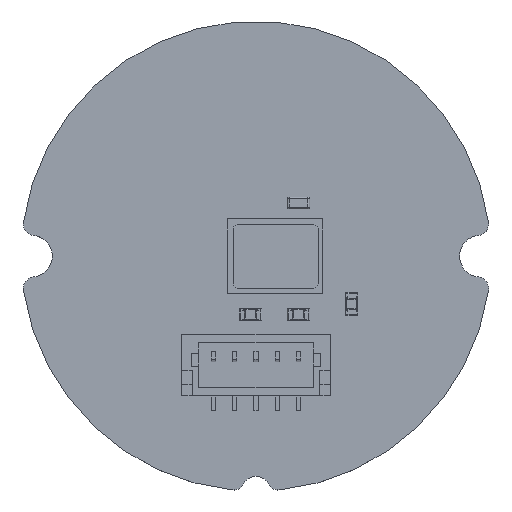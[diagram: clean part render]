
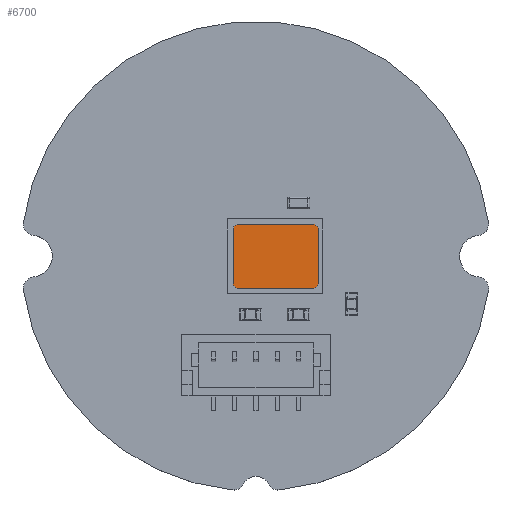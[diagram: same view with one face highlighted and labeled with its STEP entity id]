
A CAD part, top view. The second image highlights one B-rep face of the part: STEP entity #6700.
In plain terms, the highlighted planar face has unit normal (0, 0, 1).
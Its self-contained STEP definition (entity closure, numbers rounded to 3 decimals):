
#136 = DIRECTION ( 'NONE',  ( -0.707, -0.707, 0. ) ) ;
#294 = VECTOR ( 'NONE', #1937, 1000. ) ;
#390 = ORIENTED_EDGE ( 'NONE', *, *, #9469, .F. ) ;
#392 = FACE_OUTER_BOUND ( 'NONE', #4912, .T. ) ;
#515 = VECTOR ( 'NONE', #136, 1000. ) ;
#527 = CARTESIAN_POINT ( 'NONE',  ( -1.075, 1.3, 1. ) ) ;
#545 = DIRECTION ( 'NONE',  ( 0.383, -0.924, 0. ) ) ;
#712 = DIRECTION ( 'NONE',  ( -0.924, -0.383, 0. ) ) ;
#720 = VERTEX_POINT ( 'NONE', #4238 ) ;
#805 = DIRECTION ( 'NONE',  ( 0.383, -0.924, 0. ) ) ;
#829 = DIRECTION ( 'NONE',  ( 0.707, -0.707, 0. ) ) ;
#856 = CARTESIAN_POINT ( 'NONE',  ( -1.075, -1.3, 1. ) ) ;
#983 = ORIENTED_EDGE ( 'NONE', *, *, #5564, .T. ) ;
#985 = ORIENTED_EDGE ( 'NONE', *, *, #4311, .F. ) ;
#1110 = VERTEX_POINT ( 'NONE', #3933 ) ;
#1171 = LINE ( 'NONE', #4288, #7315 ) ;
#1216 = CARTESIAN_POINT ( 'NONE',  ( 2.925, -1.3, 1. ) ) ;
#1252 = CARTESIAN_POINT ( 'NONE',  ( 2.725, -1.5, 1. ) ) ;
#1262 = EDGE_CURVE ( 'NONE', #1110, #7313, #2999, .T. ) ;
#1314 = VERTEX_POINT ( 'NONE', #8125 ) ;
#1610 = VERTEX_POINT ( 'NONE', #4251 ) ;
#1937 = DIRECTION ( 'NONE',  ( 0.924, -0.383, 0. ) ) ;
#1997 = CARTESIAN_POINT ( 'NONE',  ( 2.925, 1.25, 1. ) ) ;
#1999 = CARTESIAN_POINT ( 'NONE',  ( 2.925, -1.3, 1. ) ) ;
#2088 = ORIENTED_EDGE ( 'NONE', *, *, #3189, .T. ) ;
#2108 = ORIENTED_EDGE ( 'NONE', *, *, #3086, .T. ) ;
#2262 = VERTEX_POINT ( 'NONE', #4152 ) ;
#2315 = VECTOR ( 'NONE', #4292, 1000. ) ;
#2426 = LINE ( 'NONE', #856, #6133 ) ;
#2508 = DIRECTION ( 'NONE',  ( 0.707, 0.707, 0. ) ) ;
#2698 = EDGE_CURVE ( 'NONE', #8647, #5026, #8322, .T. ) ;
#2802 = VECTOR ( 'NONE', #7244, 1000. ) ;
#2850 = VECTOR ( 'NONE', #712, 1000. ) ;
#2946 = LINE ( 'NONE', #9079, #3468 ) ;
#2999 = LINE ( 'NONE', #3658, #4359 ) ;
#3086 = EDGE_CURVE ( 'NONE', #5026, #5003, #4260, .T. ) ;
#3117 = VECTOR ( 'NONE', #6445, 1000. ) ;
#3171 = CARTESIAN_POINT ( 'NONE',  ( 2.817, -1.462, 1. ) ) ;
#3189 = EDGE_CURVE ( 'NONE', #1610, #4146, #8071, .T. ) ;
#3261 = VERTEX_POINT ( 'NONE', #8390 ) ;
#3414 = EDGE_CURVE ( 'NONE', #2262, #8374, #2946, .T. ) ;
#3457 = DIRECTION ( 'NONE',  ( 0., 0., -1. ) ) ;
#3459 = LINE ( 'NONE', #1999, #3117 ) ;
#3468 = VECTOR ( 'NONE', #5955, 1000. ) ;
#3511 = DIRECTION ( 'NONE',  ( -1., 0., 0. ) ) ;
#3590 = CARTESIAN_POINT ( 'NONE',  ( 2.887, -1.392, 1. ) ) ;
#3655 = LINE ( 'NONE', #9081, #8616 ) ;
#3658 = CARTESIAN_POINT ( 'NONE',  ( 2.817, 1.462, 1. ) ) ;
#3891 = EDGE_CURVE ( 'NONE', #7844, #5742, #2426, .T. ) ;
#3895 = ORIENTED_EDGE ( 'NONE', *, *, #6023, .T. ) ;
#3933 = CARTESIAN_POINT ( 'NONE',  ( 2.817, 1.462, 1. ) ) ;
#4146 = VERTEX_POINT ( 'NONE', #1216 ) ;
#4152 = CARTESIAN_POINT ( 'NONE',  ( -1.037, 1.392, 1. ) ) ;
#4153 = LINE ( 'NONE', #9528, #515 ) ;
#4192 = LINE ( 'NONE', #7219, #294 ) ;
#4235 = CARTESIAN_POINT ( 'NONE',  ( 2.725, 1.5, 1. ) ) ;
#4238 = CARTESIAN_POINT ( 'NONE',  ( -0.967, 1.462, 1. ) ) ;
#4251 = CARTESIAN_POINT ( 'NONE',  ( 2.887, -1.392, 1. ) ) ;
#4257 = CARTESIAN_POINT ( 'NONE',  ( 2.817, -1.462, 1. ) ) ;
#4260 = LINE ( 'NONE', #1252, #2802 ) ;
#4288 = CARTESIAN_POINT ( 'NONE',  ( 2.675, 1.5, 1. ) ) ;
#4292 = DIRECTION ( 'NONE',  ( 0.383, 0.924, 0. ) ) ;
#4311 = EDGE_CURVE ( 'NONE', #7313, #7107, #3655, .T. ) ;
#4340 = CARTESIAN_POINT ( 'NONE',  ( -1.075, 1.3, 1. ) ) ;
#4359 = VECTOR ( 'NONE', #5916, 1000. ) ;
#4524 = CARTESIAN_POINT ( 'NONE',  ( -0.875, -1.5, 1. ) ) ;
#4912 = EDGE_LOOP ( 'NONE', ( #985, #9664, #390, #7357, #7239, #6878, #9829, #8043, #7981, #3895, #983, #5904, #2108, #9538, #2088, #8721 ) ) ;
#4980 = DIRECTION ( 'NONE',  ( 0.924, -0.383, 0. ) ) ;
#5003 = VERTEX_POINT ( 'NONE', #4257 ) ;
#5026 = VERTEX_POINT ( 'NONE', #5351 ) ;
#5057 = EDGE_CURVE ( 'NONE', #8374, #7844, #9459, .T. ) ;
#5123 = EDGE_CURVE ( 'NONE', #1314, #3261, #1171, .T. ) ;
#5351 = CARTESIAN_POINT ( 'NONE',  ( 2.725, -1.5, 1. ) ) ;
#5525 = VECTOR ( 'NONE', #4980, 1000. ) ;
#5564 = EDGE_CURVE ( 'NONE', #6035, #8647, #4192, .T. ) ;
#5742 = VERTEX_POINT ( 'NONE', #6590 ) ;
#5904 = ORIENTED_EDGE ( 'NONE', *, *, #2698, .T. ) ;
#5916 = DIRECTION ( 'NONE',  ( 0.707, -0.707, 0. ) ) ;
#5955 = DIRECTION ( 'NONE',  ( -0.383, -0.924, 0. ) ) ;
#6023 = EDGE_CURVE ( 'NONE', #5742, #6035, #9312, .T. ) ;
#6035 = VERTEX_POINT ( 'NONE', #6140 ) ;
#6089 = CARTESIAN_POINT ( 'NONE',  ( -0.875, 1.5, 1. ) ) ;
#6133 = VECTOR ( 'NONE', #805, 1000. ) ;
#6140 = CARTESIAN_POINT ( 'NONE',  ( -0.967, -1.462, 1. ) ) ;
#6424 = VECTOR ( 'NONE', #2508, 1000. ) ;
#6445 = DIRECTION ( 'NONE',  ( 0., 1., 0. ) ) ;
#6528 = CARTESIAN_POINT ( 'NONE',  ( -0.875, -1.5, 1. ) ) ;
#6589 = DIRECTION ( 'NONE',  ( 0., -1., 0. ) ) ;
#6590 = CARTESIAN_POINT ( 'NONE',  ( -1.037, -1.392, 1. ) ) ;
#6700 = ADVANCED_FACE ( 'NONE', ( #392 ), #7837, .F. ) ;
#6814 = EDGE_CURVE ( 'NONE', #4146, #7107, #3459, .T. ) ;
#6830 = EDGE_CURVE ( 'NONE', #720, #2262, #4153, .T. ) ;
#6878 = ORIENTED_EDGE ( 'NONE', *, *, #6830, .T. ) ;
#6934 = LINE ( 'NONE', #3171, #6424 ) ;
#7051 = VECTOR ( 'NONE', #7566, 1000. ) ;
#7084 = EDGE_CURVE ( 'NONE', #5003, #1610, #6934, .T. ) ;
#7107 = VERTEX_POINT ( 'NONE', #9956 ) ;
#7219 = CARTESIAN_POINT ( 'NONE',  ( -0.967, -1.462, 1. ) ) ;
#7239 = ORIENTED_EDGE ( 'NONE', *, *, #7948, .T. ) ;
#7244 = DIRECTION ( 'NONE',  ( 0.924, 0.383, 0. ) ) ;
#7267 = DIRECTION ( 'NONE',  ( -1., 0., 0. ) ) ;
#7313 = VERTEX_POINT ( 'NONE', #9438 ) ;
#7315 = VECTOR ( 'NONE', #7267, 1000. ) ;
#7357 = ORIENTED_EDGE ( 'NONE', *, *, #5123, .T. ) ;
#7566 = DIRECTION ( 'NONE',  ( 1., 0., 0. ) ) ;
#7837 = PLANE ( 'NONE',  #8202 ) ;
#7844 = VERTEX_POINT ( 'NONE', #9643 ) ;
#7948 = EDGE_CURVE ( 'NONE', #3261, #720, #9778, .T. ) ;
#7981 = ORIENTED_EDGE ( 'NONE', *, *, #3891, .T. ) ;
#8043 = ORIENTED_EDGE ( 'NONE', *, *, #5057, .T. ) ;
#8071 = LINE ( 'NONE', #3590, #2315 ) ;
#8125 = CARTESIAN_POINT ( 'NONE',  ( 2.725, 1.5, 1. ) ) ;
#8202 = AXIS2_PLACEMENT_3D ( 'NONE', #1997, #3457, #3511 ) ;
#8322 = LINE ( 'NONE', #4524, #7051 ) ;
#8374 = VERTEX_POINT ( 'NONE', #527 ) ;
#8390 = CARTESIAN_POINT ( 'NONE',  ( -0.875, 1.5, 1. ) ) ;
#8616 = VECTOR ( 'NONE', #545, 1000. ) ;
#8647 = VERTEX_POINT ( 'NONE', #6528 ) ;
#8721 = ORIENTED_EDGE ( 'NONE', *, *, #6814, .T. ) ;
#8818 = LINE ( 'NONE', #4235, #5525 ) ;
#9079 = CARTESIAN_POINT ( 'NONE',  ( -1.037, 1.392, 1. ) ) ;
#9081 = CARTESIAN_POINT ( 'NONE',  ( 2.887, 1.392, 1. ) ) ;
#9109 = VECTOR ( 'NONE', #6589, 1000. ) ;
#9308 = VECTOR ( 'NONE', #829, 1000. ) ;
#9312 = LINE ( 'NONE', #9367, #9308 ) ;
#9367 = CARTESIAN_POINT ( 'NONE',  ( -1.037, -1.392, 1. ) ) ;
#9438 = CARTESIAN_POINT ( 'NONE',  ( 2.887, 1.392, 1. ) ) ;
#9459 = LINE ( 'NONE', #4340, #9109 ) ;
#9469 = EDGE_CURVE ( 'NONE', #1314, #1110, #8818, .T. ) ;
#9528 = CARTESIAN_POINT ( 'NONE',  ( -0.967, 1.462, 1. ) ) ;
#9538 = ORIENTED_EDGE ( 'NONE', *, *, #7084, .T. ) ;
#9643 = CARTESIAN_POINT ( 'NONE',  ( -1.075, -1.3, 1. ) ) ;
#9664 = ORIENTED_EDGE ( 'NONE', *, *, #1262, .F. ) ;
#9778 = LINE ( 'NONE', #6089, #2850 ) ;
#9829 = ORIENTED_EDGE ( 'NONE', *, *, #3414, .T. ) ;
#9956 = CARTESIAN_POINT ( 'NONE',  ( 2.925, 1.3, 1. ) ) ;
